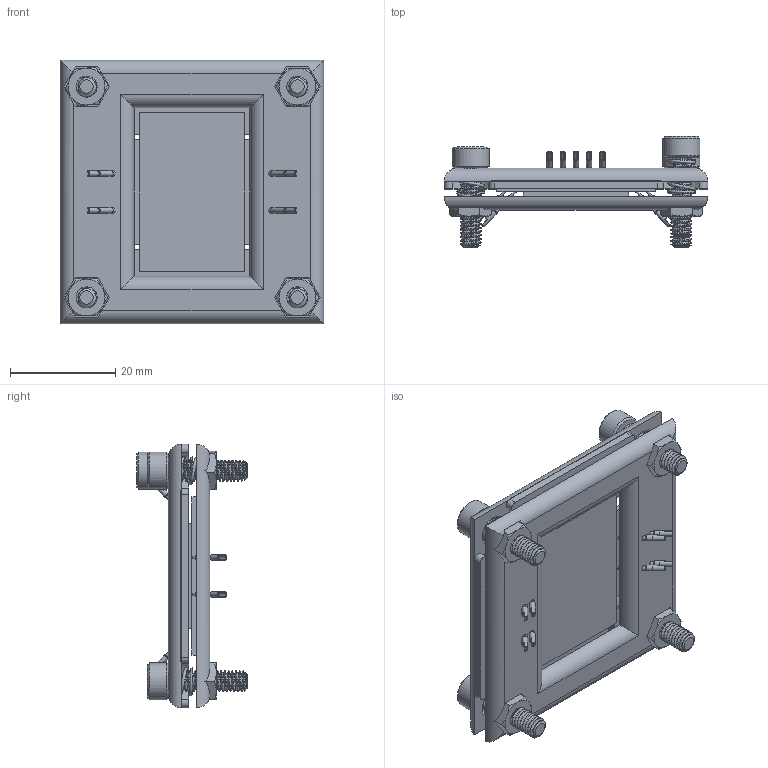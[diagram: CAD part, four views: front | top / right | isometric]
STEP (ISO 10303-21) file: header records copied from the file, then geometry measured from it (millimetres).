
FILE_DESCRIPTION(/* description */ (''),/* implementation_level */ '2;1');
FILE_NAME(/* name */ 'Side-1.step',/* time_stamp */ '2020-12-02T13:06:34-07:00',/* author */ (''),/* organization */ (''),/* preprocessor_version */ 'ST-DEVELOPER v18.1',/* originating_system */ 'Autodesk Translation Framework v9.3.0.1241',/* authorisation */ '');
FILE_SCHEMA (('AUTOMOTIVE_DESIGN { 1 0 10303 214 3 1 1 }'));
Length unit declared in the file: millimetre
Products named in the file (8): TCA-Assembly; TCA Test Structure; TCA-Side-1; TCA-Side-2; 9657K607; 90128A332; 91828A231; Pin-0955-0-15-20-71-14-11-0
Assembly tree (43 placements, depth 2):
  TCA-Assembly
    TCA Test Structure
    9657K607  x4
    90128A332  x4
    91828A231  x4
    TCA-Side-1
    TCA-Side-2
    Pin-0955-0-15-20-71-14-11-0  x28
Bounding box: 50 x 21 x 50 mm (x, y, z)
Volume: 11404.2 mm3; surface area: 16048.3 mm2
Topology: 44 solids, 44 shells, 1344 faces, 3280 edges, 1924 vertices
Faces by surface type: cylinder 540, plane 324, bspline 208, torus 172, cone 100
Full cylindrical faces by diameter (mm): 0.48 x28, 0.61 x28, 0.89 x28, 1.07 x28, 3.091 x88, 4 x100, 6 x4, 7 x4
Entity records: 14509 total; most frequent: CARTESIAN_POINT 7397, ORIENTED_EDGE 1468, DIRECTION 1345, EDGE_CURVE 734, AXIS2_PLACEMENT_3D 520, VERTEX_POINT 475, EDGE_LOOP 369, LINE 305
